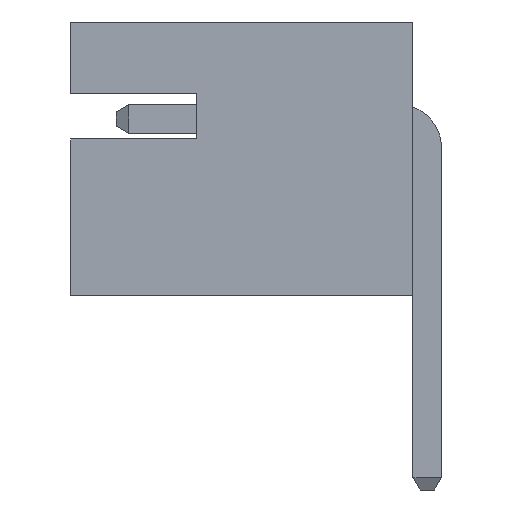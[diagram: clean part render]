
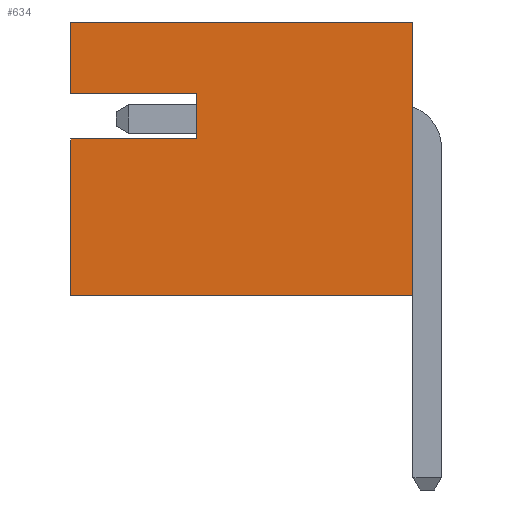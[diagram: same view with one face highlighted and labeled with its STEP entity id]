
A CAD part, left-side view. The second image highlights one B-rep face of the part: STEP entity #634.
In plain terms, the highlighted planar face has unit normal (-1, 0, 0).
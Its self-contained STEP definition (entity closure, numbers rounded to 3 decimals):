
#634=ADVANCED_FACE('',(#1358),#1360,.T.);
#1358=FACE_BOUND('',#1359,.T.);
#1359=EDGE_LOOP('',(#1954,#1955,#1956,#1957,#1958,#1959,#1960,#1961));
#1360=PLANE('',#1361);
#1361=AXIS2_PLACEMENT_3D('',#1362,#1363,#1364);
#1362=CARTESIAN_POINT('',(-14.,0.25,0.));
#1363=DIRECTION('',(-1.,0.,0.));
#1364=DIRECTION('',(0.,0.,1.));
#1954=ORIENTED_EDGE('',*,*,#2364,.T.);
#1955=ORIENTED_EDGE('',*,*,#2365,.T.);
#1956=ORIENTED_EDGE('',*,*,#2366,.F.);
#1957=ORIENTED_EDGE('',*,*,#2312,.F.);
#1958=ORIENTED_EDGE('',*,*,#2344,.T.);
#1959=ORIENTED_EDGE('',*,*,#2357,.T.);
#1960=ORIENTED_EDGE('',*,*,#2367,.F.);
#1961=ORIENTED_EDGE('',*,*,#2368,.T.);
#2312=EDGE_CURVE('',#2623,#2625,#2626,.T.);
#2344=EDGE_CURVE('',#2623,#2668,#2670,.T.);
#2357=EDGE_CURVE('',#2668,#2693,#2695,.T.);
#2364=EDGE_CURVE('',#2706,#2707,#2708,.F.);
#2365=EDGE_CURVE('',#2707,#2709,#2710,.F.);
#2366=EDGE_CURVE('',#2625,#2709,#2711,.T.);
#2367=EDGE_CURVE('',#2712,#2693,#2713,.T.);
#2368=EDGE_CURVE('',#2712,#2706,#2714,.F.);
#2623=VERTEX_POINT('',#3181);
#2625=VERTEX_POINT('',#3185);
#2626=LINE('',#3186,#3187);
#2668=VERTEX_POINT('',#3290);
#2670=LINE('',#3294,#3295);
#2693=VERTEX_POINT('',#3341);
#2695=LINE('',#3345,#3346);
#2706=VERTEX_POINT('',#3370);
#2707=VERTEX_POINT('',#3371);
#2708=LINE('',#3372,#3373);
#2709=VERTEX_POINT('',#3375);
#2710=LINE('',#3376,#3377);
#2711=LINE('',#3379,#3380);
#2712=VERTEX_POINT('',#3382);
#2713=LINE('',#3383,#3384);
#2714=LINE('',#3386,#3387);
#3181=CARTESIAN_POINT('',(-14.,0.25,0.));
#3185=CARTESIAN_POINT('',(-14.,6.25,0.));
#3186=CARTESIAN_POINT('',(-14.,0.25,0.));
#3187=VECTOR('',#3188,1.);
#3188=DIRECTION('',(0.,1.,0.));
#3290=CARTESIAN_POINT('',(-14.,0.25,4.8));
#3294=CARTESIAN_POINT('',(-14.,0.25,0.));
#3295=VECTOR('',#3296,1.);
#3296=DIRECTION('',(0.,0.,1.));
#3341=CARTESIAN_POINT('',(-14.,6.25,4.8));
#3345=CARTESIAN_POINT('',(-14.,0.25,4.8));
#3346=VECTOR('',#3347,1.);
#3347=DIRECTION('',(0.,1.,0.));
#3370=CARTESIAN_POINT('',(-14.,4.05,3.55));
#3371=CARTESIAN_POINT('',(-14.,4.05,2.75));
#3372=CARTESIAN_POINT('',(-14.,4.05,2.75));
#3373=VECTOR('',#3374,1.);
#3374=DIRECTION('',(0.,0.,1.));
#3375=CARTESIAN_POINT('',(-14.,6.25,2.75));
#3376=CARTESIAN_POINT('',(-14.,6.25,2.75));
#3377=VECTOR('',#3378,1.);
#3378=DIRECTION('',(0.,-1.,0.));
#3379=CARTESIAN_POINT('',(-14.,6.25,0.));
#3380=VECTOR('',#3381,1.);
#3381=DIRECTION('',(0.,0.,1.));
#3382=CARTESIAN_POINT('',(-14.,6.25,3.55));
#3383=CARTESIAN_POINT('',(-14.,6.25,3.55));
#3384=VECTOR('',#3385,1.);
#3385=DIRECTION('',(0.,0.,1.));
#3386=CARTESIAN_POINT('',(-14.,4.05,3.55));
#3387=VECTOR('',#3388,1.);
#3388=DIRECTION('',(0.,1.,0.));
